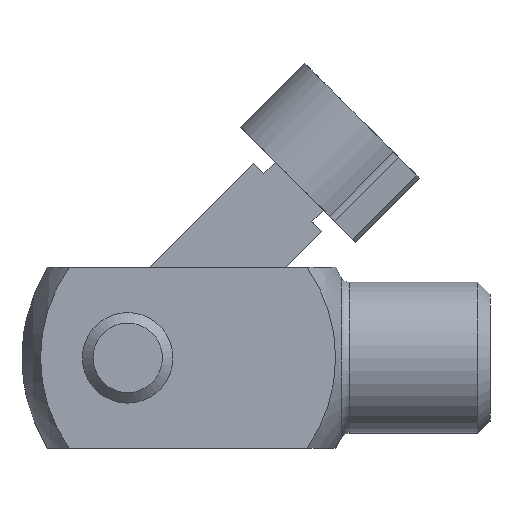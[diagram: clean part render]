
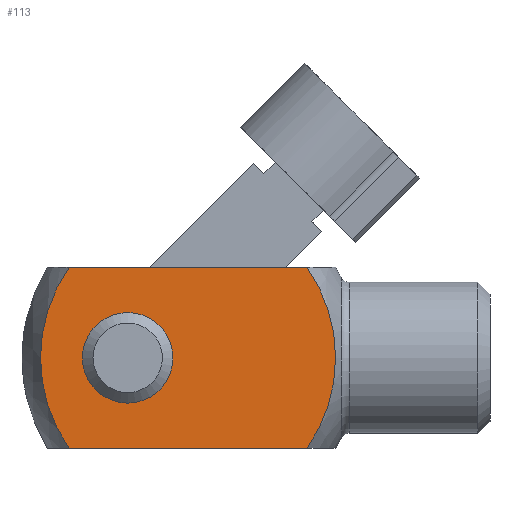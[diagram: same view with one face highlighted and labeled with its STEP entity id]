
A CAD part, front view. The second image highlights one B-rep face of the part: STEP entity #113.
In plain terms, the highlighted planar face has unit normal (0, -1, 0).
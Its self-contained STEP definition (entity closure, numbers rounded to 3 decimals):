
#113 = ADVANCED_FACE( '', ( #276, #277 ), #278, .T. );
#276 = FACE_BOUND( '', #500, .T. );
#277 = FACE_OUTER_BOUND( '', #501, .T. );
#278 = PLANE( '', #502 );
#500 = EDGE_LOOP( '', ( #775 ) );
#501 = EDGE_LOOP( '', ( #776, #777, #778, #779 ) );
#502 = AXIS2_PLACEMENT_3D( '', #780, #781, #782 );
#775 = ORIENTED_EDGE( '', *, *, #1248, .T. );
#776 = ORIENTED_EDGE( '', *, *, #1288, .F. );
#777 = ORIENTED_EDGE( '', *, *, #1289, .T. );
#778 = ORIENTED_EDGE( '', *, *, #1290, .F. );
#779 = ORIENTED_EDGE( '', *, *, #1291, .T. );
#780 = CARTESIAN_POINT( '', ( 24., -6., 12. ) );
#781 = DIRECTION( '', ( 0., -1., 0. ) );
#782 = DIRECTION( '', ( 0., 0., -1. ) );
#1248 = EDGE_CURVE( '', #1472, #1472, #1473, .F. );
#1288 = EDGE_CURVE( '', #1539, #1540, #1541, .F. );
#1289 = EDGE_CURVE( '', #1539, #1542, #1543, .T. );
#1290 = EDGE_CURVE( '', #1544, #1542, #1545, .F. );
#1291 = EDGE_CURVE( '', #1544, #1540, #1546, .T. );
#1472 = VERTEX_POINT( '', #1794 );
#1473 = CIRCLE( '', #1795, 3. );
#1539 = VERTEX_POINT( '', #1885 );
#1540 = VERTEX_POINT( '', #1886 );
#1541 = CIRCLE( '', #1887, 10.392 );
#1542 = VERTEX_POINT( '', #1888 );
#1543 = LINE( '', #1889, #1890 );
#1544 = VERTEX_POINT( '', #1891 );
#1545 = CIRCLE( '', #1892, 10.392 );
#1546 = LINE( '', #1893, #1894 );
#1794 = CARTESIAN_POINT( '', ( 0., -6., -3. ) );
#1795 = AXIS2_PLACEMENT_3D( '', #2194, #2195, #2196 );
#1885 = CARTESIAN_POINT( '', ( 11.866, -6., 6. ) );
#1886 = CARTESIAN_POINT( '', ( 11.866, -6., -6. ) );
#1887 = AXIS2_PLACEMENT_3D( '', #2239, #2240, #2241 );
#1888 = CARTESIAN_POINT( '', ( -3.866, -6., 6. ) );
#1889 = CARTESIAN_POINT( '', ( 24., -6., 6. ) );
#1890 = VECTOR( '', #2242, 1000. );
#1891 = CARTESIAN_POINT( '', ( -3.866, -6., -6. ) );
#1892 = AXIS2_PLACEMENT_3D( '', #2243, #2244, #2245 );
#1893 = CARTESIAN_POINT( '', ( 24., -6., -6. ) );
#1894 = VECTOR( '', #2246, 1000. );
#2194 = CARTESIAN_POINT( '', ( 0., -6., 0. ) );
#2195 = DIRECTION( '', ( 0., -1., 0. ) );
#2196 = DIRECTION( '', ( 0., 0., -1. ) );
#2239 = CARTESIAN_POINT( '', ( 3.381, -6., 0. ) );
#2240 = DIRECTION( '', ( 0., -1., 0. ) );
#2241 = DIRECTION( '', ( 0., 0., -1. ) );
#2242 = DIRECTION( '', ( -1., 0., 0. ) );
#2243 = CARTESIAN_POINT( '', ( 4.619, -6., 0. ) );
#2244 = DIRECTION( '', ( 0., -1., 0. ) );
#2245 = DIRECTION( '', ( 0., 0., -1. ) );
#2246 = DIRECTION( '', ( 1., 0., 0. ) );
